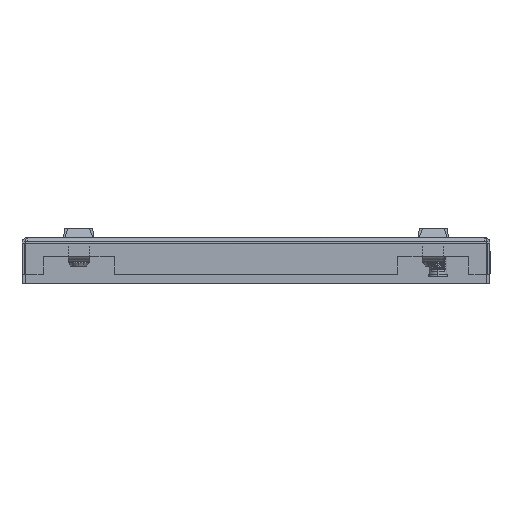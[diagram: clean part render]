
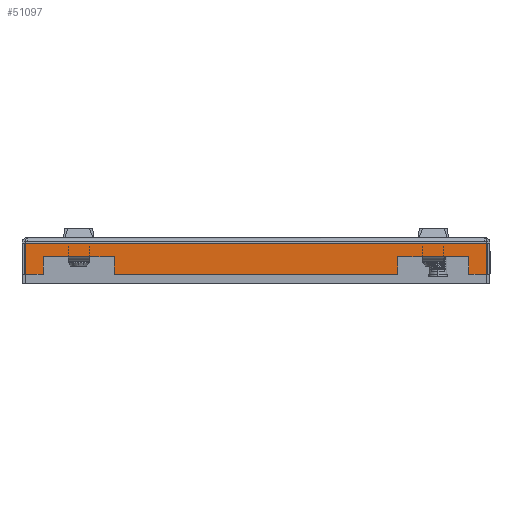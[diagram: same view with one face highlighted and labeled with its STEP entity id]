
A CAD part, left-side view. The second image highlights one B-rep face of the part: STEP entity #51097.
In plain terms, the highlighted planar face has unit normal (-1, 0, 0).
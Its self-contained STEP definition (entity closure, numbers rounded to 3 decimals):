
#1287 = FACE_OUTER_BOUND ( 'NONE', #59980, .T. ) ;
#15016 = VERTEX_POINT ( 'NONE', #66985 ) ;
#15018 = VERTEX_POINT ( 'NONE', #66984 ) ;
#15042 = VERTEX_POINT ( 'NONE', #66973 ) ;
#15048 = VERTEX_POINT ( 'NONE', #66970 ) ;
#15050 = VERTEX_POINT ( 'NONE', #66969 ) ;
#15052 = VERTEX_POINT ( 'NONE', #66968 ) ;
#15055 = VERTEX_POINT ( 'NONE', #66967 ) ;
#15057 = VERTEX_POINT ( 'NONE', #66966 ) ;
#15059 = VERTEX_POINT ( 'NONE', #66965 ) ;
#15061 = VERTEX_POINT ( 'NONE', #66964 ) ;
#15063 = VERTEX_POINT ( 'NONE', #66963 ) ;
#15065 = VERTEX_POINT ( 'NONE', #66962 ) ;
#22228 = AXIS2_PLACEMENT_3D ( 'NONE', #41918, #41904, #41902 ) ;
#41902 = DIRECTION ( 'NONE',  ( 0., 1., 0. ) ) ;
#41904 = DIRECTION ( 'NONE',  ( 1., 0., 0. ) ) ;
#41918 = CARTESIAN_POINT ( 'NONE',  ( -432.5, -98., 0. ) ) ;
#41927 = PLANE ( 'NONE',  #22228 ) ;
#51097 = ADVANCED_FACE ( 'NONE', ( #1287 ), #41927, .F. ) ;
#59980 = EDGE_LOOP ( 'NONE', ( #62679, #62678, #62677, #62676, #62675, #62674, #62673, #62672, #62671, #62670, #62669, #62668 ) ) ;
#62668 = ORIENTED_EDGE ( 'NONE', *, *, #67834, .F. ) ;
#62669 = ORIENTED_EDGE ( 'NONE', *, *, #67831, .T. ) ;
#62670 = ORIENTED_EDGE ( 'NONE', *, *, #67829, .T. ) ;
#62671 = ORIENTED_EDGE ( 'NONE', *, *, #67827, .T. ) ;
#62672 = ORIENTED_EDGE ( 'NONE', *, *, #67824, .T. ) ;
#62673 = ORIENTED_EDGE ( 'NONE', *, *, #67822, .T. ) ;
#62674 = ORIENTED_EDGE ( 'NONE', *, *, #67820, .T. ) ;
#62675 = ORIENTED_EDGE ( 'NONE', *, *, #67818, .T. ) ;
#62676 = ORIENTED_EDGE ( 'NONE', *, *, #67816, .T. ) ;
#62677 = ORIENTED_EDGE ( 'NONE', *, *, #67814, .T. ) ;
#62678 = ORIENTED_EDGE ( 'NONE', *, *, #67811, .T. ) ;
#62679 = ORIENTED_EDGE ( 'NONE', *, *, #67809, .F. ) ;
#66962 = CARTESIAN_POINT ( 'NONE',  ( -432.5, -97.999, -14. ) ) ;
#66963 = CARTESIAN_POINT ( 'NONE',  ( -432.5, -90., -14. ) ) ;
#66964 = CARTESIAN_POINT ( 'NONE',  ( -432.5, -90., -6.5 ) ) ;
#66965 = CARTESIAN_POINT ( 'NONE',  ( -432.5, -60., -6.5 ) ) ;
#66966 = CARTESIAN_POINT ( 'NONE',  ( -432.5, -60., -14. ) ) ;
#66967 = CARTESIAN_POINT ( 'NONE',  ( -432.5, 60., -14. ) ) ;
#66968 = CARTESIAN_POINT ( 'NONE',  ( -432.5, 60., -6.5 ) ) ;
#66969 = CARTESIAN_POINT ( 'NONE',  ( -432.5, 90., -6.5 ) ) ;
#66970 = CARTESIAN_POINT ( 'NONE',  ( -432.5, 90., -14. ) ) ;
#66973 = CARTESIAN_POINT ( 'NONE',  ( -432.5, 98., -14. ) ) ;
#66984 = CARTESIAN_POINT ( 'NONE',  ( -432.5, -97.999, -0.75 ) ) ;
#66985 = CARTESIAN_POINT ( 'NONE',  ( -432.5, 97.999, -0.75 ) ) ;
#67809 = EDGE_CURVE ( 'NONE', #15016, #15018, #79262, .T. ) ;
#67811 = EDGE_CURVE ( 'NONE', #15016, #15042, #79256, .T. ) ;
#67814 = EDGE_CURVE ( 'NONE', #15042, #15048, #79249, .T. ) ;
#67816 = EDGE_CURVE ( 'NONE', #15048, #15050, #79271, .T. ) ;
#67818 = EDGE_CURVE ( 'NONE', #15050, #15052, #79274, .T. ) ;
#67820 = EDGE_CURVE ( 'NONE', #15052, #15055, #79279, .T. ) ;
#67822 = EDGE_CURVE ( 'NONE', #15055, #15057, #79283, .T. ) ;
#67824 = EDGE_CURVE ( 'NONE', #15057, #15059, #79287, .T. ) ;
#67827 = EDGE_CURVE ( 'NONE', #15059, #15061, #79292, .T. ) ;
#67829 = EDGE_CURVE ( 'NONE', #15061, #15063, #79295, .T. ) ;
#67831 = EDGE_CURVE ( 'NONE', #15063, #15065, #79298, .T. ) ;
#67834 = EDGE_CURVE ( 'NONE', #15018, #15065, #79303, .T. ) ;
#79249 = LINE ( 'NONE', #93306, #79272 ) ;
#79256 = LINE ( 'NONE', #93323, #79269 ) ;
#79262 = LINE ( 'NONE', #93318, #79264 ) ;
#79264 = VECTOR ( 'NONE', #93321, 1000. ) ;
#79269 = VECTOR ( 'NONE', #93327, 1000. ) ;
#79271 = LINE ( 'NONE', #93333, #79276 ) ;
#79272 = VECTOR ( 'NONE', #93329, 1000. ) ;
#79274 = LINE ( 'NONE', #93338, #79281 ) ;
#79276 = VECTOR ( 'NONE', #93336, 1000. ) ;
#79279 = LINE ( 'NONE', #93343, #79285 ) ;
#79281 = VECTOR ( 'NONE', #93341, 1000. ) ;
#79283 = LINE ( 'NONE', #93348, #79289 ) ;
#79285 = VECTOR ( 'NONE', #93346, 1000. ) ;
#79287 = LINE ( 'NONE', #93353, #79294 ) ;
#79289 = VECTOR ( 'NONE', #93351, 1000. ) ;
#79292 = LINE ( 'NONE', #93358, #79297 ) ;
#79294 = VECTOR ( 'NONE', #93356, 1000. ) ;
#79295 = LINE ( 'NONE', #93363, #79300 ) ;
#79297 = VECTOR ( 'NONE', #93361, 1000. ) ;
#79298 = LINE ( 'NONE', #93368, #79305 ) ;
#79300 = VECTOR ( 'NONE', #93366, 1000. ) ;
#79303 = LINE ( 'NONE', #93373, #79309 ) ;
#79305 = VECTOR ( 'NONE', #93371, 1000. ) ;
#79309 = VECTOR ( 'NONE', #93377, 1000. ) ;
#93306 = CARTESIAN_POINT ( 'NONE',  ( -432.5, -98., -14. ) ) ;
#93318 = CARTESIAN_POINT ( 'NONE',  ( -432.5, 196.01, -0.75 ) ) ;
#93321 = DIRECTION ( 'NONE',  ( 0., -1., 0. ) ) ;
#93323 = CARTESIAN_POINT ( 'NONE',  ( -432.5, 97.999, 195.697 ) ) ;
#93327 = DIRECTION ( 'NONE',  ( 0., 0., -1. ) ) ;
#93329 = DIRECTION ( 'NONE',  ( 0., -1., 0. ) ) ;
#93333 = CARTESIAN_POINT ( 'NONE',  ( -432.5, 90., -14. ) ) ;
#93336 = DIRECTION ( 'NONE',  ( 0., 0., 1. ) ) ;
#93338 = CARTESIAN_POINT ( 'NONE',  ( -432.5, 90., -6.5 ) ) ;
#93341 = DIRECTION ( 'NONE',  ( 0., -1., 0. ) ) ;
#93343 = CARTESIAN_POINT ( 'NONE',  ( -432.5, 60., -14. ) ) ;
#93346 = DIRECTION ( 'NONE',  ( 0., 0., -1. ) ) ;
#93348 = CARTESIAN_POINT ( 'NONE',  ( -432.5, -98., -14. ) ) ;
#93351 = DIRECTION ( 'NONE',  ( 0., -1., 0. ) ) ;
#93353 = CARTESIAN_POINT ( 'NONE',  ( -432.5, -60., -14. ) ) ;
#93356 = DIRECTION ( 'NONE',  ( 0., 0., 1. ) ) ;
#93358 = CARTESIAN_POINT ( 'NONE',  ( -432.5, -90., -6.5 ) ) ;
#93361 = DIRECTION ( 'NONE',  ( 0., -1., 0. ) ) ;
#93363 = CARTESIAN_POINT ( 'NONE',  ( -432.5, -90., -14. ) ) ;
#93366 = DIRECTION ( 'NONE',  ( 0., 0., -1. ) ) ;
#93368 = CARTESIAN_POINT ( 'NONE',  ( -432.5, -98., -14. ) ) ;
#93371 = DIRECTION ( 'NONE',  ( 0., -1., 0. ) ) ;
#93373 = CARTESIAN_POINT ( 'NONE',  ( -432.5, -98., 195.701 ) ) ;
#93377 = DIRECTION ( 'NONE',  ( 0., 0., -1. ) ) ;
